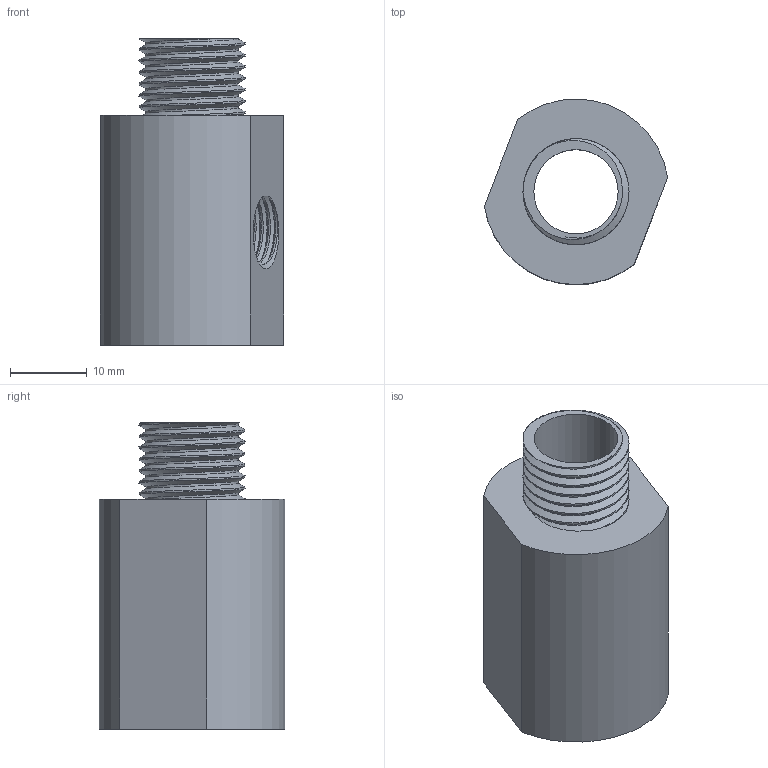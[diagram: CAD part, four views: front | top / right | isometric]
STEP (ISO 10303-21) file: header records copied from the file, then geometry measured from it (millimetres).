
FILE_DESCRIPTION(/* description */ (''),/* implementation_level */ '2;1');
FILE_NAME(/* name */ 'Support capteur pression huile-imprimable v6.step',/* time_stamp */ '2023-11-11T20:52:25+01:00',/* author */ (''),/* organization */ (''),/* preprocessor_version */ 'ST-DEVELOPER v20',/* originating_system */ 'Autodesk Translation Framework v12.14.0.127',/* authorisation */ '');
FILE_SCHEMA (('AUTOMOTIVE_DESIGN { 1 0 10303 214 3 1 1 }'));
Length unit declared in the file: millimetre
Products named in the file (2): Support capteur pression huile-imprimable; Ecrou
Assembly tree (1 placements, depth 2):
  Support capteur pression huile-imprimable
    Ecrou
Bounding box: 23.95 x 24.25 x 40 mm (x, y, z)
Volume: 9168.1 mm3; surface area: 5540.6 mm2
Topology: 1 solids, 1 shells, 80 faces, 231 edges, 153 vertices
Faces by surface type: cylinder 53, bspline 17, plane 9, cone 1
Full cylindrical faces by diameter (mm): 9.036 x2, 10.147 x2, 11 x1, 12.137 x6, 12.526 x6, 13.85 x6, 14 x1, 14.203 x6
Entity records: 7688 total; most frequent: CARTESIAN_POINT 5874, ORIENTED_EDGE 462, EDGE_CURVE 231, DIRECTION 224, B_SPLINE_CURVE_WITH_KNOTS 161, VERTEX_POINT 153, AXIS2_PLACEMENT_3D 88, EDGE_LOOP 84
